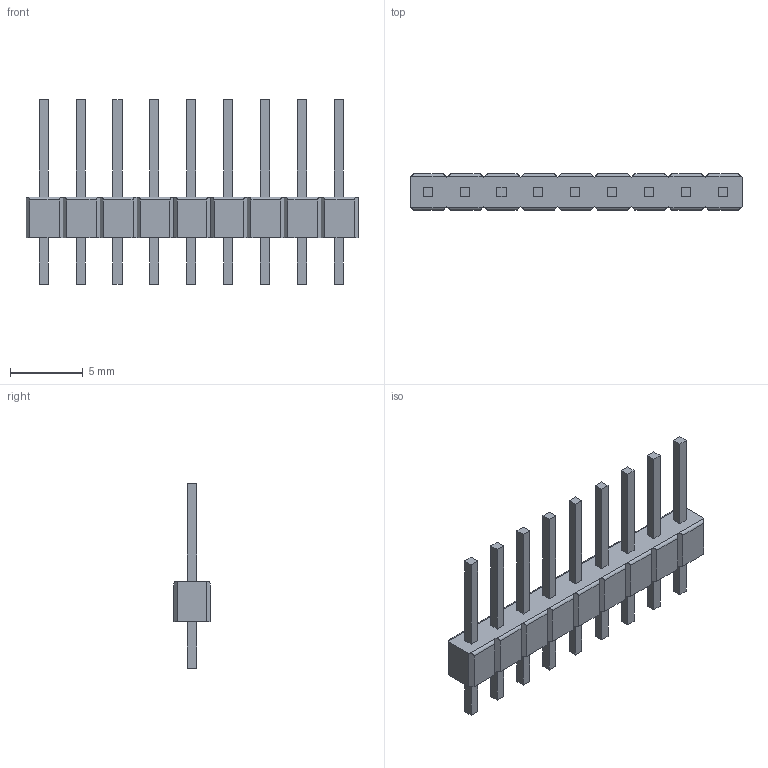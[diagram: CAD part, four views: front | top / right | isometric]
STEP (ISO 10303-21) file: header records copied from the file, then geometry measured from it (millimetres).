
FILE_DESCRIPTION((''),'2;1');
FILE_NAME('C-826629-9','2017-03-15T',('workeradm'),('Tyco Electronics Ltd.'),'CREO PARAMETRIC BY PTC INC, 2016050','CREO PARAMETRIC BY PTC INC, 2016050','');
FILE_SCHEMA(('AUTOMOTIVE_DESIGN { 1 0 10303 214 1 1 1 1 }'));
Length unit declared in the file: millimetre
Products named in the file (1): C-826629-9
Bounding box: 22.86 x 2.5 x 12.7 mm (x, y, z)
Volume: 191.9 mm3; surface area: 482.8 mm2
Topology: 1 solids, 1 shells, 166 faces, 438 edges, 292 vertices
Faces by surface type: plane 148, cylinder 18
Entity records: 5255 total; most frequent: CARTESIAN_POINT 1027, ORIENTED_EDGE 876, DIRECTION 734, EDGE_CURVE 438, VECTOR 402, LINE 402, VERTEX_POINT 292, EDGE_LOOP 184
